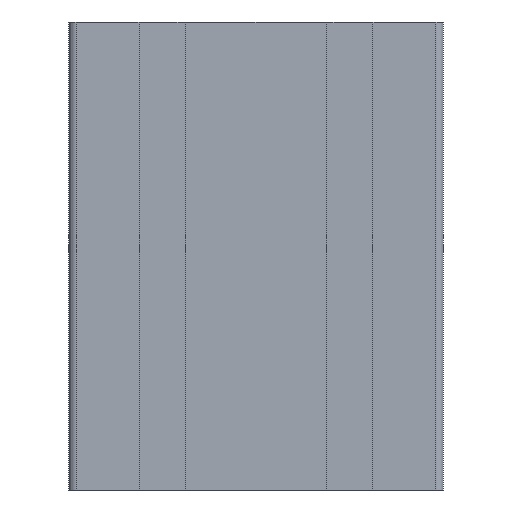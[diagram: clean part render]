
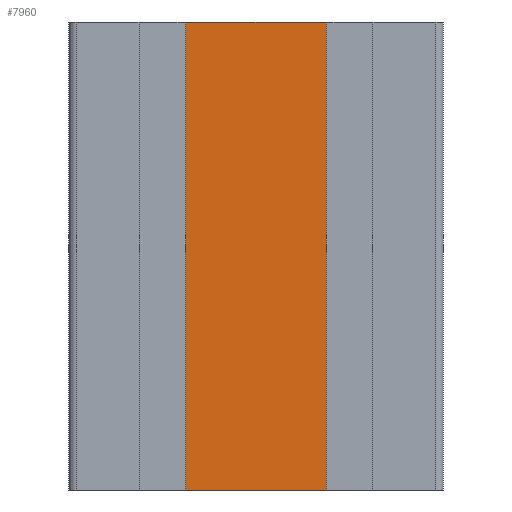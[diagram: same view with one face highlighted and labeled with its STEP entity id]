
A CAD part, left-side view. The second image highlights one B-rep face of the part: STEP entity #7960.
In plain terms, the highlighted face is planar.
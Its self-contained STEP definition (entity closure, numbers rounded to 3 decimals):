
#500=CARTESIAN_POINT('',(-16.83,5.338,100.));
#510=VERTEX_POINT('',#500);
#560=CARTESIAN_POINT('',(-16.83,5.338,100.));
#570=DIRECTION('',(0.,0.,-1.));
#580=VECTOR('',#570,1.);
#590=LINE('',#560,#580);
#600=CARTESIAN_POINT('',(-16.83,5.338,0.));
#610=VERTEX_POINT('',#600);
#620=EDGE_CURVE('',#510,#610,#590,.T.);
#7660=CARTESIAN_POINT('',(-31.83,5.338,100.));
#7670=DIRECTION('',(-0.,-1.,-0.));
#7680=DIRECTION('',(-1.,0.,0.));
#7690=AXIS2_PLACEMENT_3D('',#7660,#7670,#7680);
#7700=PLANE('',#7690);
#7710=CARTESIAN_POINT('',(-46.83,5.338,100.));
#7720=DIRECTION('',(0.,0.,-1.));
#7730=VECTOR('',#7720,1.);
#7740=LINE('',#7710,#7730);
#7750=CARTESIAN_POINT('',(-46.83,5.338,100.));
#7760=VERTEX_POINT('',#7750);
#7770=CARTESIAN_POINT('',(-46.83,5.338,0.));
#7780=VERTEX_POINT('',#7770);
#7790=EDGE_CURVE('',#7760,#7780,#7740,.T.);
#7800=ORIENTED_EDGE('',*,*,#7790,.F.);
#7810=CARTESIAN_POINT('',(-31.83,5.338,0.));
#7820=DIRECTION('',(1.,0.,0.));
#7830=VECTOR('',#7820,1.);
#7840=LINE('',#7810,#7830);
#7850=EDGE_CURVE('',#7780,#610,#7840,.T.);
#7860=ORIENTED_EDGE('',*,*,#7850,.F.);
#7870=ORIENTED_EDGE('',*,*,#620,.T.);
#7880=CARTESIAN_POINT('',(-31.83,5.338,100.));
#7890=DIRECTION('',(1.,0.,0.));
#7900=VECTOR('',#7890,1.);
#7910=LINE('',#7880,#7900);
#7920=EDGE_CURVE('',#7760,#510,#7910,.T.);
#7930=ORIENTED_EDGE('',*,*,#7920,.T.);
#7940=EDGE_LOOP('',(#7930,#7870,#7860,#7800));
#7950=FACE_OUTER_BOUND('',#7940,.T.);
#7960=ADVANCED_FACE('',(#7950),#7700,.F.);
